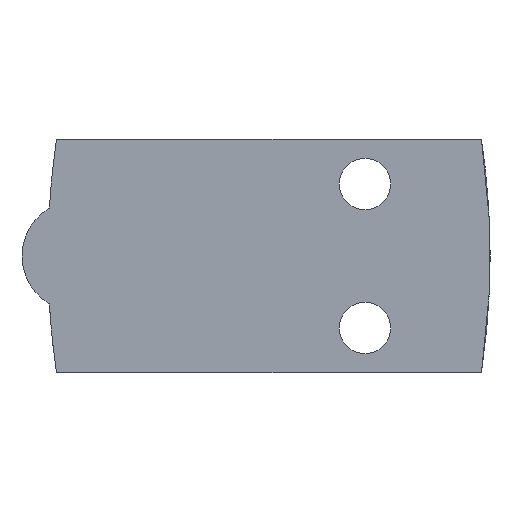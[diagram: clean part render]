
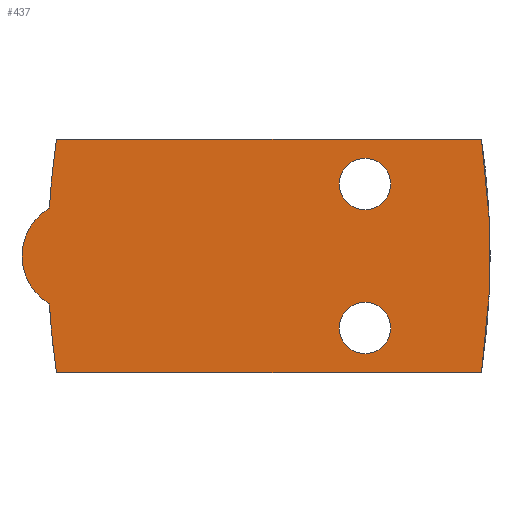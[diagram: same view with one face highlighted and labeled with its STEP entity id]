
A CAD part, front view. The second image highlights one B-rep face of the part: STEP entity #437.
In plain terms, the highlighted planar face has unit normal (0, -1, 0).
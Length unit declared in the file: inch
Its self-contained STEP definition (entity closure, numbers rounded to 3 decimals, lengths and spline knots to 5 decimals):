
#7 = CIRCLE ( 'NONE', #533, 0.20312 ) ;
#13 = CIRCLE ( 'NONE', #714, 0.09375 ) ;
#18 = DIRECTION ( 'NONE',  ( 0., 0., -1. ) ) ;
#27 = CARTESIAN_POINT ( 'NONE',  ( -0.69785, 0., 0. ) ) ;
#29 = CARTESIAN_POINT ( 'NONE',  ( 0.35, 0., -0.2625 ) ) ;
#31 = CARTESIAN_POINT ( 'NONE',  ( 0.35, 0., -0.35625 ) ) ;
#32 = CARTESIAN_POINT ( 'NONE',  ( 0.35, 0., -0.2625 ) ) ;
#33 = DIRECTION ( 'NONE',  ( 0., 1., 0. ) ) ;
#34 = EDGE_CURVE ( 'NONE', #376, #490, #192, .T. ) ;
#44 = ORIENTED_EDGE ( 'NONE', *, *, #569, .F. ) ;
#61 = ORIENTED_EDGE ( 'NONE', *, *, #34, .F. ) ;
#83 = AXIS2_PLACEMENT_3D ( 'NONE', #346, #33, #340 ) ;
#85 = CARTESIAN_POINT ( 'NONE',  ( 0.35, 0., 0.2625 ) ) ;
#86 = CIRCLE ( 'NONE', #670, 2.90562 ) ;
#102 = CARTESIAN_POINT ( 'NONE',  ( -0.775, 0., 0.425 ) ) ;
#110 = CARTESIAN_POINT ( 'NONE',  ( 0.35, 0., 0.35625 ) ) ;
#113 = VERTEX_POINT ( 'NONE', #669 ) ;
#123 = DIRECTION ( 'NONE',  ( 0., 0., -1. ) ) ;
#124 = CIRCLE ( 'NONE', #83, 2.90562 ) ;
#125 = CARTESIAN_POINT ( 'NONE',  ( -0.775, 0., -0.425 ) ) ;
#158 = EDGE_CURVE ( 'NONE', #432, #213, #454, .T. ) ;
#165 = DIRECTION ( 'NONE',  ( 0., 1., 0. ) ) ;
#166 = EDGE_LOOP ( 'NONE', ( #602, #297 ) ) ;
#189 = EDGE_CURVE ( 'NONE', #213, #432, #406, .T. ) ;
#192 = LINE ( 'NONE', #125, #713 ) ;
#206 = DIRECTION ( 'NONE',  ( 0., 0., -1. ) ) ;
#212 = LINE ( 'NONE', #534, #510 ) ;
#213 = VERTEX_POINT ( 'NONE', #551 ) ;
#231 = EDGE_CURVE ( 'NONE', #302, #354, #264, .T. ) ;
#250 = VERTEX_POINT ( 'NONE', #110 ) ;
#255 = ORIENTED_EDGE ( 'NONE', *, *, #351, .F. ) ;
#264 = CIRCLE ( 'NONE', #651, 2.90562 ) ;
#265 = ORIENTED_EDGE ( 'NONE', *, *, #361, .F. ) ;
#266 = CIRCLE ( 'NONE', #586, 0.09375 ) ;
#273 = DIRECTION ( 'NONE',  ( 0., -1., 0. ) ) ;
#281 = DIRECTION ( 'NONE',  ( 0., 1., 0. ) ) ;
#286 = EDGE_LOOP ( 'NONE', ( #685, #420 ) ) ;
#294 = CARTESIAN_POINT ( 'NONE',  ( -0.775, 0., -0.425 ) ) ;
#297 = ORIENTED_EDGE ( 'NONE', *, *, #307, .F. ) ;
#302 = VERTEX_POINT ( 'NONE', #414 ) ;
#304 = AXIS2_PLACEMENT_3D ( 'NONE', #32, #273, #206 ) ;
#307 = EDGE_CURVE ( 'NONE', #250, #553, #13, .T. ) ;
#331 = PLANE ( 'NONE',  #350 ) ;
#338 = DIRECTION ( 'NONE',  ( 0., -1., 0. ) ) ;
#340 = DIRECTION ( 'NONE',  ( 0., 0., -1. ) ) ;
#346 = CARTESIAN_POINT ( 'NONE',  ( -2.09937, 0., 0. ) ) ;
#350 = AXIS2_PLACEMENT_3D ( 'NONE', #526, #588, #403 ) ;
#351 = EDGE_CURVE ( 'NONE', #354, #113, #212, .T. ) ;
#354 = VERTEX_POINT ( 'NONE', #102 ) ;
#357 = EDGE_LOOP ( 'NONE', ( #493, #745, #44, #61, #265, #255 ) ) ;
#361 = EDGE_CURVE ( 'NONE', #113, #376, #124, .T. ) ;
#376 = VERTEX_POINT ( 'NONE', #541 ) ;
#400 = DIRECTION ( 'NONE',  ( 0., -1., 0. ) ) ;
#403 = DIRECTION ( 'NONE',  ( 0., 0., -1. ) ) ;
#406 = CIRCLE ( 'NONE', #678, 0.09375 ) ;
#414 = CARTESIAN_POINT ( 'NONE',  ( -0.80098, 0., 0.175 ) ) ;
#416 = FACE_BOUND ( 'NONE', #166, .T. ) ;
#420 = ORIENTED_EDGE ( 'NONE', *, *, #189, .F. ) ;
#428 = DIRECTION ( 'NONE',  ( 0., 0., 1. ) ) ;
#432 = VERTEX_POINT ( 'NONE', #31 ) ;
#433 = CARTESIAN_POINT ( 'NONE',  ( 0.35, 0., 0.16875 ) ) ;
#437 = ADVANCED_FACE ( 'NONE', ( #768, #416, #765 ), #331, .T. ) ;
#454 = CIRCLE ( 'NONE', #304, 0.09375 ) ;
#456 = CARTESIAN_POINT ( 'NONE',  ( 0.35, 0., 0.2625 ) ) ;
#489 = EDGE_CURVE ( 'NONE', #629, #302, #7, .T. ) ;
#490 = VERTEX_POINT ( 'NONE', #294 ) ;
#493 = ORIENTED_EDGE ( 'NONE', *, *, #231, .F. ) ;
#510 = VECTOR ( 'NONE', #780, 39.37008 ) ;
#511 = DIRECTION ( 'NONE',  ( 0., -1., 0. ) ) ;
#513 = CARTESIAN_POINT ( 'NONE',  ( -0.80098, 0., -0.175 ) ) ;
#526 = CARTESIAN_POINT ( 'NONE',  ( -2.09937, 0., 0. ) ) ;
#533 = AXIS2_PLACEMENT_3D ( 'NONE', #27, #281, #797 ) ;
#534 = CARTESIAN_POINT ( 'NONE',  ( -0.775, 0., 0.425 ) ) ;
#541 = CARTESIAN_POINT ( 'NONE',  ( 0.775, 0., -0.425 ) ) ;
#551 = CARTESIAN_POINT ( 'NONE',  ( 0.35, 0., -0.16875 ) ) ;
#553 = VERTEX_POINT ( 'NONE', #433 ) ;
#569 = EDGE_CURVE ( 'NONE', #490, #629, #86, .T. ) ;
#586 = AXIS2_PLACEMENT_3D ( 'NONE', #456, #511, #123 ) ;
#588 = DIRECTION ( 'NONE',  ( 0., -1., 0. ) ) ;
#590 = DIRECTION ( 'NONE',  ( 0., 0., -1. ) ) ;
#602 = ORIENTED_EDGE ( 'NONE', *, *, #627, .F. ) ;
#627 = EDGE_CURVE ( 'NONE', #553, #250, #266, .T. ) ;
#629 = VERTEX_POINT ( 'NONE', #513 ) ;
#643 = DIRECTION ( 'NONE',  ( -1., 0., 0. ) ) ;
#651 = AXIS2_PLACEMENT_3D ( 'NONE', #731, #165, #428 ) ;
#669 = CARTESIAN_POINT ( 'NONE',  ( 0.775, 0., 0.425 ) ) ;
#670 = AXIS2_PLACEMENT_3D ( 'NONE', #786, #734, #793 ) ;
#678 = AXIS2_PLACEMENT_3D ( 'NONE', #29, #338, #590 ) ;
#685 = ORIENTED_EDGE ( 'NONE', *, *, #158, .F. ) ;
#713 = VECTOR ( 'NONE', #643, 39.37008 ) ;
#714 = AXIS2_PLACEMENT_3D ( 'NONE', #85, #400, #18 ) ;
#731 = CARTESIAN_POINT ( 'NONE',  ( 2.09937, 0., 0. ) ) ;
#734 = DIRECTION ( 'NONE',  ( 0., 1., 0. ) ) ;
#745 = ORIENTED_EDGE ( 'NONE', *, *, #489, .F. ) ;
#765 = FACE_BOUND ( 'NONE', #286, .T. ) ;
#768 = FACE_OUTER_BOUND ( 'NONE', #357, .T. ) ;
#780 = DIRECTION ( 'NONE',  ( 1., 0., 0. ) ) ;
#786 = CARTESIAN_POINT ( 'NONE',  ( 2.09937, 0., 0. ) ) ;
#793 = DIRECTION ( 'NONE',  ( 0., 0., 1. ) ) ;
#797 = DIRECTION ( 'NONE',  ( 0., 0., 1. ) ) ;
